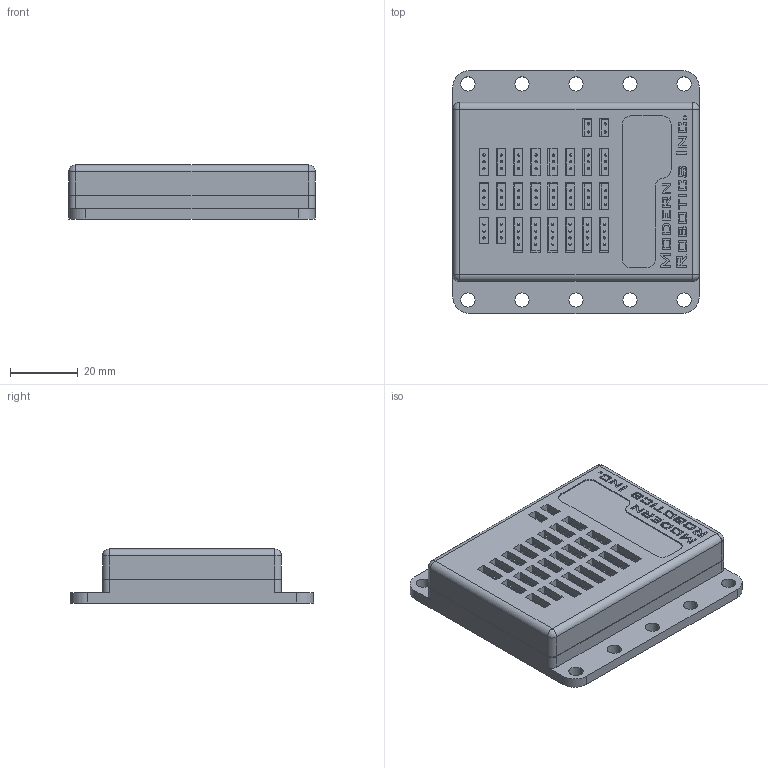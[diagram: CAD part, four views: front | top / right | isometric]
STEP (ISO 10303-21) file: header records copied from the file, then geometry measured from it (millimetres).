
FILE_DESCRIPTION((''),'2;1');
FILE_NAME('CORE_DEVICE_INTERFACE','2016-11-17T',('Joe'),(''),'CREO PARAMETRIC BY PTC INC, 2015380','CREO PARAMETRIC BY PTC INC, 2015380','');
FILE_SCHEMA(('AUTOMOTIVE_DESIGN { 1 0 10303 214 1 1 1 1 }'));
Length unit declared in the file: inch
Products named in the file (1): CORE_DEVICE_INTERFACE
Bounding box: 73 x 72 x 16 mm (x, y, z)
Volume: 60770.4 mm3; surface area: 21089 mm2
Topology: 1 solids, 1 shells, 963 faces, 2304 edges, 1479 vertices
Faces by surface type: plane 529, cylinder 208, bspline 164, extrusion 54, sphere 4, cone 4
Entity records: 43015 total; most frequent: CARTESIAN_POINT 9718, ORIENTED_EDGE 4608, DIRECTION 4497, PRESENTATION_STYLE_ASSIGNMENT 2875, STYLED_ITEM 2305, CURVE_STYLE 2304, EDGE_CURVE 2304, AXIS2_PLACEMENT_3D 1504
